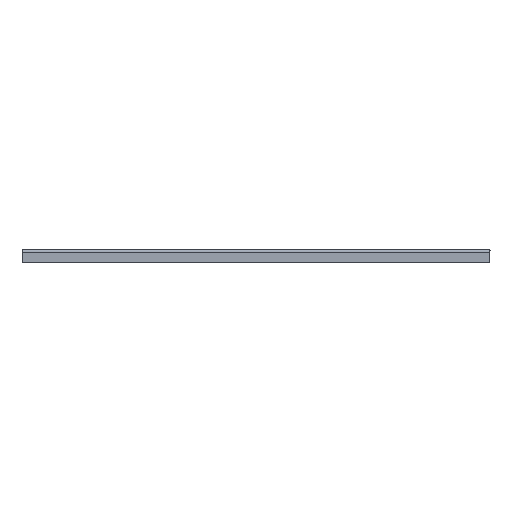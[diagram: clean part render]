
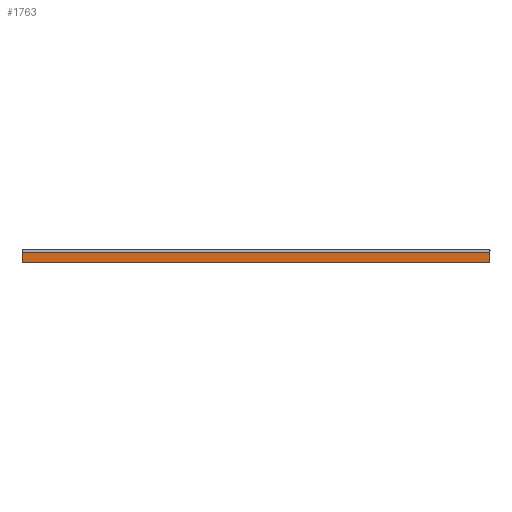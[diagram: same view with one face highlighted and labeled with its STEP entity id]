
A CAD part, front view. The second image highlights one B-rep face of the part: STEP entity #1763.
In plain terms, the highlighted planar face has unit normal (0, -1, 0).
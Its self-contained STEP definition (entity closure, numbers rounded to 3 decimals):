
#70 = DIRECTION ( 'NONE',  ( 0., 0., 1. ) ) ;
#94 = ORIENTED_EDGE ( 'NONE', *, *, #835, .T. ) ;
#137 = DIRECTION ( 'NONE',  ( 0., 0., 1. ) ) ;
#189 = CARTESIAN_POINT ( 'NONE',  ( 360., 0., -2. ) ) ;
#300 = CARTESIAN_POINT ( 'NONE',  ( 360., 0., 0. ) ) ;
#371 = VERTEX_POINT ( 'NONE', #189 ) ;
#408 = VECTOR ( 'NONE', #1399, 1000. ) ;
#493 = CARTESIAN_POINT ( 'NONE',  ( 0., 0., -10. ) ) ;
#499 = AXIS2_PLACEMENT_3D ( 'NONE', #1294, #1111, #70 ) ;
#506 = LINE ( 'NONE', #1957, #1847 ) ;
#513 = CARTESIAN_POINT ( 'NONE',  ( 0., 0., -2. ) ) ;
#581 = EDGE_CURVE ( 'NONE', #1156, #686, #1222, .T. ) ;
#598 = CARTESIAN_POINT ( 'NONE',  ( 360., 0., -10. ) ) ;
#667 = ORIENTED_EDGE ( 'NONE', *, *, #807, .F. ) ;
#676 = CARTESIAN_POINT ( 'NONE',  ( 0., 0., -10. ) ) ;
#686 = VERTEX_POINT ( 'NONE', #598 ) ;
#757 = ORIENTED_EDGE ( 'NONE', *, *, #581, .T. ) ;
#807 = EDGE_CURVE ( 'NONE', #1377, #371, #506, .T. ) ;
#835 = EDGE_CURVE ( 'NONE', #686, #371, #997, .T. ) ;
#847 = ORIENTED_EDGE ( 'NONE', *, *, #866, .T. ) ;
#866 = EDGE_CURVE ( 'NONE', #1377, #1156, #1564, .T. ) ;
#987 = DIRECTION ( 'NONE',  ( 1., 0., 0. ) ) ;
#997 = LINE ( 'NONE', #300, #1889 ) ;
#1111 = DIRECTION ( 'NONE',  ( 0., 1., 0. ) ) ;
#1156 = VERTEX_POINT ( 'NONE', #493 ) ;
#1177 = CARTESIAN_POINT ( 'NONE',  ( 0., 0., 0. ) ) ;
#1222 = LINE ( 'NONE', #676, #1492 ) ;
#1294 = CARTESIAN_POINT ( 'NONE',  ( 0., 0., 0. ) ) ;
#1377 = VERTEX_POINT ( 'NONE', #513 ) ;
#1399 = DIRECTION ( 'NONE',  ( 0., 0., -1. ) ) ;
#1478 = FACE_OUTER_BOUND ( 'NONE', #1743, .T. ) ;
#1492 = VECTOR ( 'NONE', #1579, 1000. ) ;
#1564 = LINE ( 'NONE', #1177, #408 ) ;
#1579 = DIRECTION ( 'NONE',  ( 1., 0., 0. ) ) ;
#1743 = EDGE_LOOP ( 'NONE', ( #667, #847, #757, #94 ) ) ;
#1763 = ADVANCED_FACE ( 'NONE', ( #1478 ), #2221, .F. ) ;
#1847 = VECTOR ( 'NONE', #987, 1000. ) ;
#1889 = VECTOR ( 'NONE', #137, 1000. ) ;
#1957 = CARTESIAN_POINT ( 'NONE',  ( 360., 0., -2. ) ) ;
#2221 = PLANE ( 'NONE',  #499 ) ;
